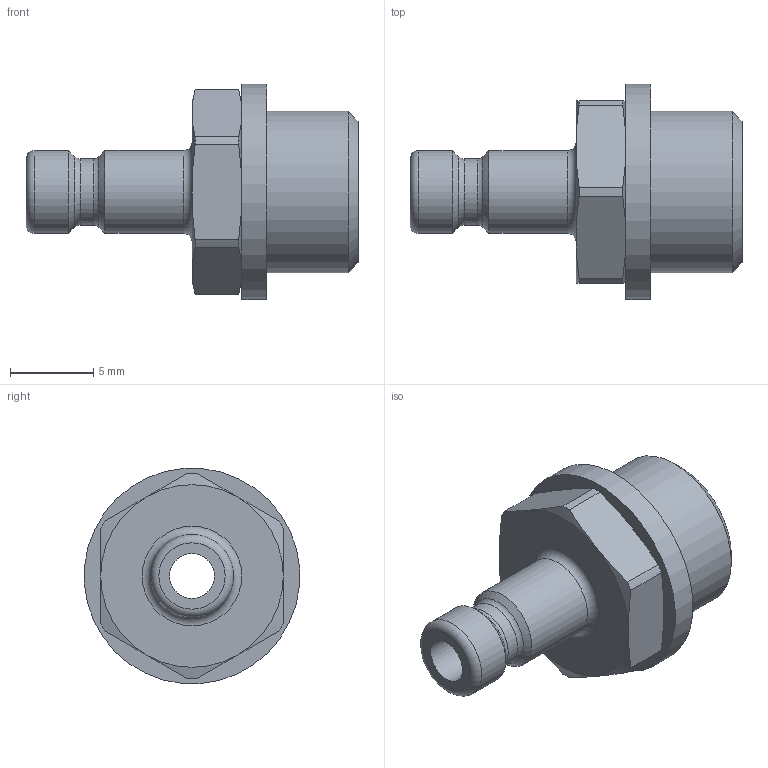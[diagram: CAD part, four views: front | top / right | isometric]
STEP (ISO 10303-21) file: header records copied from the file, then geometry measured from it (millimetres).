
FILE_DESCRIPTION((''),'2;1');
FILE_NAME('20sfaw10mxx.stp','2014-07-24T12:46:28',('AS035480'),(''),'Autodesk Inventor 2013','Autodesk Inventor 2013','');
FILE_SCHEMA(('AUTOMOTIVE_DESIGN { 1 0 10303 214 1 1 1 1 }'));
Length unit declared in the file: millimetre
Products named in the file (3): D111151; D111146; D105313
Assembly tree (2 placements, depth 2):
  D111151
    D111146
    D105313
Bounding box: 20 x 12.96 x 12.96 mm (x, y, z)
Volume: 783.3 mm3; surface area: 1119.4 mm2
Topology: 2 solids, 2 shells, 50 faces, 108 edges, 64 vertices
Faces by surface type: cone 17, cylinder 15, plane 14, torus 4
Full cylindrical faces by diameter (mm): 2.7 x1, 4 x1, 5 x2, 6 x1, 9.728 x1, 13 x1
Entity records: 1341 total; most frequent: CARTESIAN_POINT 259, DIRECTION 226, ORIENTED_EDGE 184, AXIS2_PLACEMENT_3D 103, EDGE_CURVE 92, EDGE_LOOP 72, VERTEX_POINT 64, FACE_OUTER_BOUND 50
